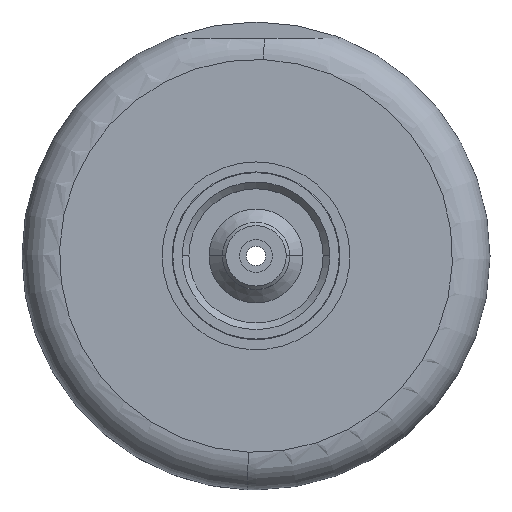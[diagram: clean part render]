
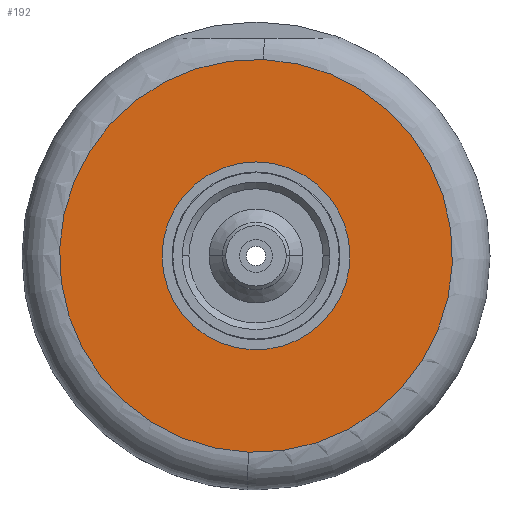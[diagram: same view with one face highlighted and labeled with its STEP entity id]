
A CAD part, top view. The second image highlights one B-rep face of the part: STEP entity #192.
In plain terms, the highlighted planar face has unit normal (0, 0, 1).
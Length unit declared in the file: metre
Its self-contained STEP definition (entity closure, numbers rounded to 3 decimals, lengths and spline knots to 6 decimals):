
#192=ADVANCED_FACE('1:1431',(#397,#398),#399,.F.);
#397=FACE_BOUND('',#677,.T.);
#398=FACE_OUTER_BOUND('',#678,.T.);
#399=PLANE('',#679);
#677=EDGE_LOOP('',(#1271,#1272,#1273));
#678=EDGE_LOOP('',(#1274,#1275));
#679=AXIS2_PLACEMENT_3D('',#1276,#1277,#1278);
#1271=ORIENTED_EDGE('',*,*,#1926,.F.);
#1272=ORIENTED_EDGE('',*,*,#1925,.F.);
#1273=ORIENTED_EDGE('',*,*,#1961,.F.);
#1274=ORIENTED_EDGE('',*,*,#1956,.F.);
#1275=ORIENTED_EDGE('',*,*,#1948,.F.);
#1276=CARTESIAN_POINT('',(0.,0.003,-0.034));
#1277=DIRECTION('',(0.0,0.,-1.0));
#1278=DIRECTION('',(-1.0,0.0,0.0));
#1925=EDGE_CURVE('1:1613',#2314,#2316,#2317,.T.);
#1926=EDGE_CURVE('1:1613',#2316,#2308,#2318,.T.);
#1948=EDGE_CURVE('1:30082',#2359,#2362,#2363,.T.);
#1956=EDGE_CURVE('1:30082',#2362,#2359,#2375,.T.);
#1961=EDGE_CURVE('1:1613',#2308,#2314,#2382,.T.);
#2308=VERTEX_POINT('',#2845);
#2314=VERTEX_POINT('',#2852);
#2316=VERTEX_POINT('',#2855);
#2317=CIRCLE('',#2856,0.014);
#2318=CIRCLE('',#2857,0.014);
#2359=VERTEX_POINT('',#2908);
#2362=VERTEX_POINT('',#2911);
#2363=CIRCLE('',#2912,0.02928);
#2375=CIRCLE('',#3215,0.02928);
#2382=CIRCLE('',#3225,0.014);
#2845=CARTESIAN_POINT('',(0.014,0.003,-0.034));
#2852=CARTESIAN_POINT('',(-0.014,0.003,-0.034));
#2855=CARTESIAN_POINT('',(0.01265,-0.002998,-0.034));
#2856=AXIS2_PLACEMENT_3D('',#3784,#3785,#3786);
#2857=AXIS2_PLACEMENT_3D('',#3787,#3788,#3789);
#2908=CARTESIAN_POINT('',(0.001121,0.032259,-0.034));
#2911=CARTESIAN_POINT('',(-0.001121,-0.026259,-0.034));
#2912=AXIS2_PLACEMENT_3D('',#3833,#3834,#3835);
#3215=AXIS2_PLACEMENT_3D('',#3845,#3846,#3847);
#3225=AXIS2_PLACEMENT_3D('',#3854,#3855,#3856);
#3784=CARTESIAN_POINT('',(0.,0.003,-0.034));
#3785=DIRECTION('',(0.0,0.,1.0));
#3786=DIRECTION('',(1.0,0.0,0.0));
#3787=CARTESIAN_POINT('',(0.,0.003,-0.034));
#3788=DIRECTION('',(0.0,0.,1.0));
#3789=DIRECTION('',(1.0,0.0,0.0));
#3833=CARTESIAN_POINT('',(0.,0.003,-0.034));
#3834=DIRECTION('',(0.0,0.,-1.0));
#3835=DIRECTION('',(0.038,0.999,0.));
#3845=CARTESIAN_POINT('',(0.,0.003,-0.034));
#3846=DIRECTION('',(0.0,0.,-1.0));
#3847=DIRECTION('',(0.038,0.999,0.));
#3854=CARTESIAN_POINT('',(0.,0.003,-0.034));
#3855=DIRECTION('',(0.0,0.,1.0));
#3856=DIRECTION('',(1.0,0.0,0.0));
